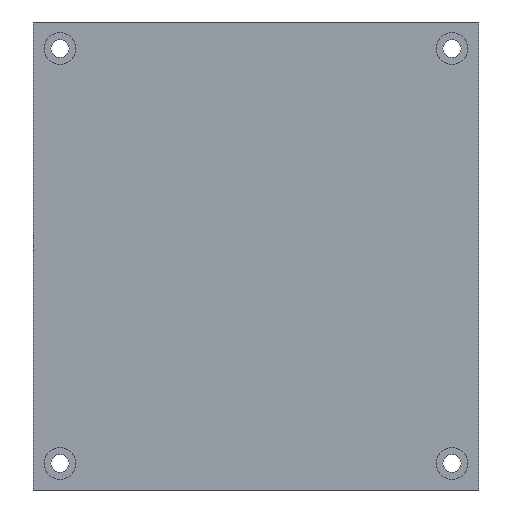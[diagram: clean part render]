
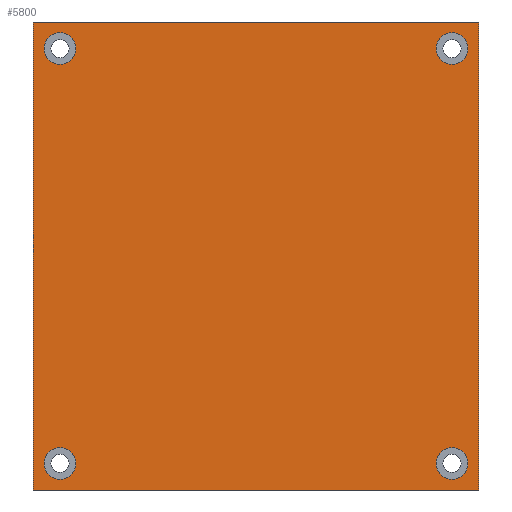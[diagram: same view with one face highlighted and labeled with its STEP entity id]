
A CAD part, front view. The second image highlights one B-rep face of the part: STEP entity #5800.
In plain terms, the highlighted planar face has unit normal (0, -1, 0).
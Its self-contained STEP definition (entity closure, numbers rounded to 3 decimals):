
#30=CIRCLE('',#5921,3.);
#32=CIRCLE('',#5924,3.);
#34=CIRCLE('',#5927,3.);
#36=CIRCLE('',#5930,3.);
#77=FACE_BOUND('',#1354,.T.);
#78=FACE_BOUND('',#1355,.T.);
#79=FACE_BOUND('',#1356,.T.);
#80=FACE_BOUND('',#1357,.T.);
#1015=FACE_OUTER_BOUND('',#1353,.T.);
#1353=EDGE_LOOP('',(#5368,#5369,#5370,#5371));
#1354=EDGE_LOOP('',(#5372));
#1355=EDGE_LOOP('',(#5373));
#1356=EDGE_LOOP('',(#5374));
#1357=EDGE_LOOP('',(#5375));
#1751=LINE('',#11792,#2179);
#1784=LINE('',#11902,#2212);
#1786=LINE('',#11906,#2214);
#1788=LINE('',#11909,#2216);
#2179=VECTOR('',#6477,10.);
#2212=VECTOR('',#6590,10.);
#2214=VECTOR('',#6594,10.);
#2216=VECTOR('',#6598,10.);
#2758=VERTEX_POINT('',#11789);
#2759=VERTEX_POINT('',#11791);
#2789=VERTEX_POINT('',#11877);
#2791=VERTEX_POINT('',#11883);
#2793=VERTEX_POINT('',#11889);
#2795=VERTEX_POINT('',#11895);
#2796=VERTEX_POINT('',#11900);
#2797=VERTEX_POINT('',#11904);
#3599=EDGE_CURVE('',#2759,#2758,#1751,.T.);
#3639=EDGE_CURVE('',#2789,#2789,#30,.T.);
#3642=EDGE_CURVE('',#2791,#2791,#32,.T.);
#3645=EDGE_CURVE('',#2793,#2793,#34,.T.);
#3648=EDGE_CURVE('',#2795,#2795,#36,.T.);
#3650=EDGE_CURVE('',#2758,#2796,#1784,.T.);
#3652=EDGE_CURVE('',#2796,#2797,#1786,.T.);
#3654=EDGE_CURVE('',#2797,#2759,#1788,.T.);
#5368=ORIENTED_EDGE('',*,*,#3654,.T.);
#5369=ORIENTED_EDGE('',*,*,#3599,.T.);
#5370=ORIENTED_EDGE('',*,*,#3650,.T.);
#5371=ORIENTED_EDGE('',*,*,#3652,.T.);
#5372=ORIENTED_EDGE('',*,*,#3642,.F.);
#5373=ORIENTED_EDGE('',*,*,#3648,.F.);
#5374=ORIENTED_EDGE('',*,*,#3639,.F.);
#5375=ORIENTED_EDGE('',*,*,#3645,.F.);
#5489=PLANE('',#5940);
#5800=ADVANCED_FACE('',(#1015,#77,#78,#79,#80),#5489,.F.);
#5921=AXIS2_PLACEMENT_3D('',#11879,#6562,#6563);
#5924=AXIS2_PLACEMENT_3D('',#11885,#6569,#6570);
#5927=AXIS2_PLACEMENT_3D('',#11891,#6576,#6577);
#5930=AXIS2_PLACEMENT_3D('',#11897,#6583,#6584);
#5940=AXIS2_PLACEMENT_3D('',#11920,#6614,#6615);
#6477=DIRECTION('',(0.,0.,1.));
#6562=DIRECTION('center_axis',(0.,-1.,0.));
#6563=DIRECTION('ref_axis',(1.,0.,0.));
#6569=DIRECTION('center_axis',(0.,-1.,0.));
#6570=DIRECTION('ref_axis',(1.,0.,0.));
#6576=DIRECTION('center_axis',(0.,-1.,0.));
#6577=DIRECTION('ref_axis',(1.,0.,0.));
#6583=DIRECTION('center_axis',(0.,-1.,0.));
#6584=DIRECTION('ref_axis',(1.,0.,0.));
#6590=DIRECTION('',(-1.,0.,0.));
#6594=DIRECTION('',(0.,0.,-1.));
#6598=DIRECTION('',(1.,0.,0.));
#6614=DIRECTION('center_axis',(0.,1.,0.));
#6615=DIRECTION('ref_axis',(1.,0.,0.));
#11789=CARTESIAN_POINT('',(44.95,0.,47.6));
#11791=CARTESIAN_POINT('',(44.95,0.,-40.5));
#11792=CARTESIAN_POINT('',(44.95,0.,-40.5));
#11877=CARTESIAN_POINT('',(-36.85,0.,-35.5));
#11879=CARTESIAN_POINT('Origin',(-33.85,0.,-35.5));
#11883=CARTESIAN_POINT('',(-36.85,0.,42.6));
#11885=CARTESIAN_POINT('Origin',(-33.85,0.,42.6));
#11889=CARTESIAN_POINT('',(36.95,0.,42.6));
#11891=CARTESIAN_POINT('Origin',(39.95,0.,42.6));
#11895=CARTESIAN_POINT('',(36.95,0.,-35.5));
#11897=CARTESIAN_POINT('Origin',(39.95,0.,-35.5));
#11900=CARTESIAN_POINT('',(-38.85,0.,47.6));
#11902=CARTESIAN_POINT('',(44.95,0.,47.6));
#11904=CARTESIAN_POINT('',(-38.85,0.,-40.5));
#11906=CARTESIAN_POINT('',(-38.85,0.,47.6));
#11909=CARTESIAN_POINT('',(-38.85,0.,-40.5));
#11920=CARTESIAN_POINT('Origin',(3.05,0.,3.55));
